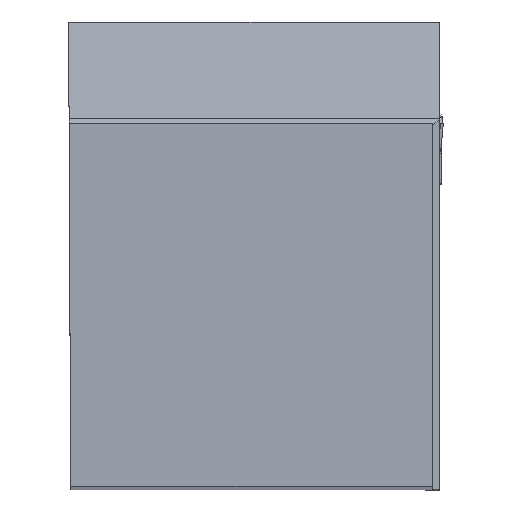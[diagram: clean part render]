
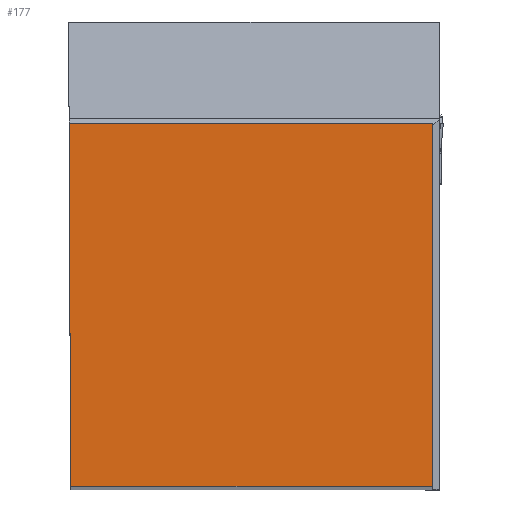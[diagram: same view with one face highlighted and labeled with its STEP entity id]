
A CAD part, top view. The second image highlights one B-rep face of the part: STEP entity #177.
In plain terms, the highlighted planar face has unit normal (0, 0, 1).
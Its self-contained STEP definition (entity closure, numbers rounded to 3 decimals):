
#177=ADVANCED_FACE('BLANK_BOXF006',(#291),#224,.F.);
#224=PLANE('',#1537);
#291=FACE_OUTER_BOUND('',#360,.T.);
#360=EDGE_LOOP('',(#682,#683,#684,#685));
#682=ORIENTED_EDGE('',*,*,#1054,.T.);
#683=ORIENTED_EDGE('',*,*,#1055,.T.);
#684=ORIENTED_EDGE('',*,*,#1056,.T.);
#685=ORIENTED_EDGE('',*,*,#1042,.T.);
#869=VERTEX_POINT('',#2692);
#870=VERTEX_POINT('',#2694);
#878=VERTEX_POINT('',#2717);
#879=VERTEX_POINT('',#2719);
#1042=EDGE_CURVE('',#870,#869,#1186,.T.);
#1054=EDGE_CURVE('',#869,#878,#1196,.T.);
#1055=EDGE_CURVE('',#878,#879,#1197,.T.);
#1056=EDGE_CURVE('',#879,#870,#1198,.T.);
#1186=LINE('',#2693,#1344);
#1196=LINE('',#2716,#1354);
#1197=LINE('',#2718,#1355);
#1198=LINE('',#2720,#1356);
#1344=VECTOR('',#1775,1.);
#1354=VECTOR('',#1795,1.);
#1355=VECTOR('',#1796,1.);
#1356=VECTOR('',#1797,1.);
#1537=AXIS2_PLACEMENT_3D('',#2721,#1798,#1799);
#1775=DIRECTION('',(1.,0.,0.));
#1795=DIRECTION('',(0.,1.,0.));
#1796=DIRECTION('',(-1.,0.,0.));
#1797=DIRECTION('',(0.004,-1.,0.));
#1798=DIRECTION('',(0.,0.,-1.));
#1799=DIRECTION('',(0.,-1.,0.));
#2692=CARTESIAN_POINT('',(25.273,0.,0.));
#2693=CARTESIAN_POINT('',(-151.7,0.,0.));
#2694=CARTESIAN_POINT('',(0.11,0.,0.));
#2716=CARTESIAN_POINT('',(25.273,-151.7,0.));
#2717=CARTESIAN_POINT('',(25.273,25.273,0.));
#2718=CARTESIAN_POINT('',(151.7,25.273,0.));
#2719=CARTESIAN_POINT('',(0.,25.273,0.));
#2720=CARTESIAN_POINT('',(-0.552,151.699,0.));
#2721=CARTESIAN_POINT('',(25.76,-5.,0.));
